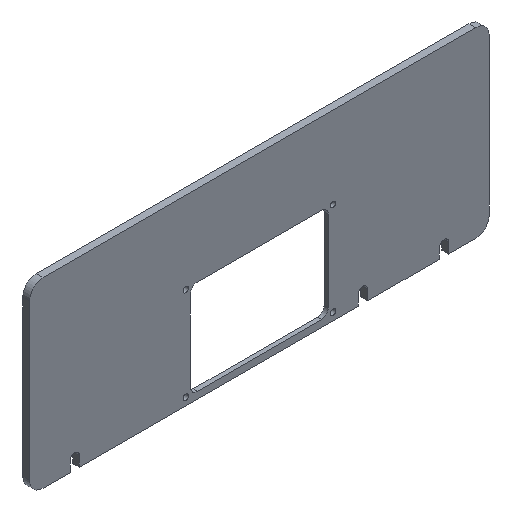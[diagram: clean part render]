
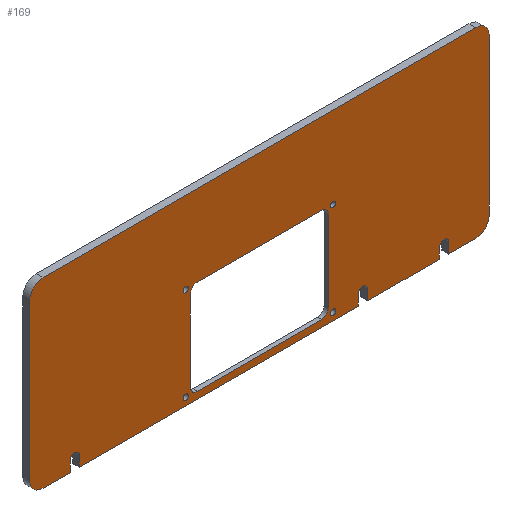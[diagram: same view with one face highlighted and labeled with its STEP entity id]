
A CAD part, isometric view. The second image highlights one B-rep face of the part: STEP entity #169.
In plain terms, the highlighted planar face has unit normal (0, -1, 0).
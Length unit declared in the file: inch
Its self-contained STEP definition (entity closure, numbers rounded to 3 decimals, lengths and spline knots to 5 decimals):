
#113=FACE_BOUND('',#266,.T.);
#114=FACE_BOUND('',#267,.T.);
#115=FACE_BOUND('',#268,.T.);
#116=FACE_BOUND('',#269,.T.);
#117=FACE_BOUND('',#270,.T.);
#118=FACE_BOUND('',#271,.T.);
#142=CIRCLE('',#888,0.1);
#143=CIRCLE('',#889,0.1);
#144=CIRCLE('',#890,0.1);
#145=CIRCLE('',#891,0.1);
#146=CIRCLE('',#892,0.25);
#147=CIRCLE('',#893,0.25);
#148=CIRCLE('',#894,0.25);
#149=CIRCLE('',#895,0.25);
#150=CIRCLE('',#896,0.17);
#151=CIRCLE('',#897,0.17);
#152=CIRCLE('',#898,0.5);
#153=CIRCLE('',#899,0.5);
#154=CIRCLE('',#900,0.5);
#155=CIRCLE('',#901,0.5);
#156=CIRCLE('',#902,0.17);
#169=ADVANCED_FACE('',(#113,#114,#115,#116,#117,#118),#209,.T.);
#209=PLANE('',#903);
#266=EDGE_LOOP('',(#352));
#267=EDGE_LOOP('',(#353));
#268=EDGE_LOOP('',(#354));
#269=EDGE_LOOP('',(#355));
#270=EDGE_LOOP('',(#356,#357,#358,#359,#360,#361,#362,#363));
#271=EDGE_LOOP('',(#364,#365,#366,#367,#368,#369,#370,#371,#372,#373,#374,
#375,#376,#377,#378,#379,#380,#381,#382,#383));
#352=ORIENTED_EDGE('',*,*,#646,.F.);
#353=ORIENTED_EDGE('',*,*,#647,.F.);
#354=ORIENTED_EDGE('',*,*,#648,.F.);
#355=ORIENTED_EDGE('',*,*,#649,.F.);
#356=ORIENTED_EDGE('',*,*,#650,.T.);
#357=ORIENTED_EDGE('',*,*,#651,.T.);
#358=ORIENTED_EDGE('',*,*,#652,.T.);
#359=ORIENTED_EDGE('',*,*,#653,.T.);
#360=ORIENTED_EDGE('',*,*,#654,.T.);
#361=ORIENTED_EDGE('',*,*,#655,.T.);
#362=ORIENTED_EDGE('',*,*,#656,.T.);
#363=ORIENTED_EDGE('',*,*,#657,.T.);
#364=ORIENTED_EDGE('',*,*,#615,.T.);
#365=ORIENTED_EDGE('',*,*,#658,.T.);
#366=ORIENTED_EDGE('',*,*,#659,.T.);
#367=ORIENTED_EDGE('',*,*,#660,.T.);
#368=ORIENTED_EDGE('',*,*,#661,.T.);
#369=ORIENTED_EDGE('',*,*,#662,.F.);
#370=ORIENTED_EDGE('',*,*,#663,.T.);
#371=ORIENTED_EDGE('',*,*,#664,.F.);
#372=ORIENTED_EDGE('',*,*,#665,.T.);
#373=ORIENTED_EDGE('',*,*,#666,.T.);
#374=ORIENTED_EDGE('',*,*,#667,.T.);
#375=ORIENTED_EDGE('',*,*,#668,.T.);
#376=ORIENTED_EDGE('',*,*,#669,.T.);
#377=ORIENTED_EDGE('',*,*,#670,.T.);
#378=ORIENTED_EDGE('',*,*,#671,.T.);
#379=ORIENTED_EDGE('',*,*,#672,.T.);
#380=ORIENTED_EDGE('',*,*,#673,.T.);
#381=ORIENTED_EDGE('',*,*,#674,.F.);
#382=ORIENTED_EDGE('',*,*,#675,.T.);
#383=ORIENTED_EDGE('',*,*,#676,.F.);
#539=VERTEX_POINT('',#1180);
#540=VERTEX_POINT('',#1182);
#568=VERTEX_POINT('',#1243);
#569=VERTEX_POINT('',#1245);
#570=VERTEX_POINT('',#1247);
#571=VERTEX_POINT('',#1249);
#572=VERTEX_POINT('',#1251);
#573=VERTEX_POINT('',#1252);
#574=VERTEX_POINT('',#1254);
#575=VERTEX_POINT('',#1256);
#576=VERTEX_POINT('',#1258);
#577=VERTEX_POINT('',#1260);
#578=VERTEX_POINT('',#1262);
#579=VERTEX_POINT('',#1264);
#580=VERTEX_POINT('',#1267);
#581=VERTEX_POINT('',#1269);
#582=VERTEX_POINT('',#1271);
#583=VERTEX_POINT('',#1273);
#584=VERTEX_POINT('',#1275);
#585=VERTEX_POINT('',#1277);
#586=VERTEX_POINT('',#1279);
#587=VERTEX_POINT('',#1281);
#588=VERTEX_POINT('',#1283);
#589=VERTEX_POINT('',#1285);
#590=VERTEX_POINT('',#1287);
#591=VERTEX_POINT('',#1289);
#592=VERTEX_POINT('',#1291);
#593=VERTEX_POINT('',#1293);
#594=VERTEX_POINT('',#1295);
#595=VERTEX_POINT('',#1297);
#596=VERTEX_POINT('',#1299);
#597=VERTEX_POINT('',#1301);
#615=EDGE_CURVE('',#540,#539,#725,.T.);
#646=EDGE_CURVE('',#568,#568,#142,.T.);
#647=EDGE_CURVE('',#569,#569,#143,.T.);
#648=EDGE_CURVE('',#570,#570,#144,.T.);
#649=EDGE_CURVE('',#571,#571,#145,.T.);
#650=EDGE_CURVE('',#572,#573,#747,.T.);
#651=EDGE_CURVE('',#573,#574,#146,.T.);
#652=EDGE_CURVE('',#574,#575,#748,.T.);
#653=EDGE_CURVE('',#575,#576,#147,.T.);
#654=EDGE_CURVE('',#576,#577,#749,.T.);
#655=EDGE_CURVE('',#577,#578,#148,.T.);
#656=EDGE_CURVE('',#578,#579,#750,.T.);
#657=EDGE_CURVE('',#579,#572,#149,.T.);
#658=EDGE_CURVE('',#539,#580,#751,.T.);
#659=EDGE_CURVE('',#580,#581,#150,.T.);
#660=EDGE_CURVE('',#581,#582,#752,.T.);
#661=EDGE_CURVE('',#582,#583,#753,.T.);
#662=EDGE_CURVE('',#584,#583,#754,.T.);
#663=EDGE_CURVE('',#584,#585,#151,.T.);
#664=EDGE_CURVE('',#586,#585,#755,.T.);
#665=EDGE_CURVE('',#586,#587,#756,.T.);
#666=EDGE_CURVE('',#587,#588,#152,.T.);
#667=EDGE_CURVE('',#588,#589,#757,.T.);
#668=EDGE_CURVE('',#589,#590,#153,.T.);
#669=EDGE_CURVE('',#590,#591,#758,.T.);
#670=EDGE_CURVE('',#591,#592,#154,.T.);
#671=EDGE_CURVE('',#592,#593,#759,.T.);
#672=EDGE_CURVE('',#593,#594,#155,.T.);
#673=EDGE_CURVE('',#594,#595,#760,.T.);
#674=EDGE_CURVE('',#596,#595,#761,.T.);
#675=EDGE_CURVE('',#596,#597,#156,.T.);
#676=EDGE_CURVE('',#540,#597,#762,.T.);
#725=LINE('',#1181,#801);
#747=LINE('',#1250,#823);
#748=LINE('',#1255,#824);
#749=LINE('',#1259,#825);
#750=LINE('',#1263,#826);
#751=LINE('',#1266,#827);
#752=LINE('',#1270,#828);
#753=LINE('',#1272,#829);
#754=LINE('',#1274,#830);
#755=LINE('',#1278,#831);
#756=LINE('',#1280,#832);
#757=LINE('',#1284,#833);
#758=LINE('',#1288,#834);
#759=LINE('',#1292,#835);
#760=LINE('',#1296,#836);
#761=LINE('',#1298,#837);
#762=LINE('',#1302,#838);
#801=VECTOR('',#954,1.);
#823=VECTOR('',#1006,1.);
#824=VECTOR('',#1009,1.);
#825=VECTOR('',#1012,1.);
#826=VECTOR('',#1015,1.);
#827=VECTOR('',#1018,1.);
#828=VECTOR('',#1021,1.);
#829=VECTOR('',#1022,1.);
#830=VECTOR('',#1023,1.);
#831=VECTOR('',#1026,1.);
#832=VECTOR('',#1027,1.);
#833=VECTOR('',#1030,1.);
#834=VECTOR('',#1033,1.);
#835=VECTOR('',#1036,1.);
#836=VECTOR('',#1039,1.);
#837=VECTOR('',#1040,1.);
#838=VECTOR('',#1043,1.);
#888=AXIS2_PLACEMENT_3D('',#1242,#998,#999);
#889=AXIS2_PLACEMENT_3D('',#1244,#1000,#1001);
#890=AXIS2_PLACEMENT_3D('',#1246,#1002,#1003);
#891=AXIS2_PLACEMENT_3D('',#1248,#1004,#1005);
#892=AXIS2_PLACEMENT_3D('',#1253,#1007,#1008);
#893=AXIS2_PLACEMENT_3D('',#1257,#1010,#1011);
#894=AXIS2_PLACEMENT_3D('',#1261,#1013,#1014);
#895=AXIS2_PLACEMENT_3D('',#1265,#1016,#1017);
#896=AXIS2_PLACEMENT_3D('',#1268,#1019,#1020);
#897=AXIS2_PLACEMENT_3D('',#1276,#1024,#1025);
#898=AXIS2_PLACEMENT_3D('',#1282,#1028,#1029);
#899=AXIS2_PLACEMENT_3D('',#1286,#1031,#1032);
#900=AXIS2_PLACEMENT_3D('',#1290,#1034,#1035);
#901=AXIS2_PLACEMENT_3D('',#1294,#1037,#1038);
#902=AXIS2_PLACEMENT_3D('',#1300,#1041,#1042);
#903=AXIS2_PLACEMENT_3D('',#1303,#1044,#1045);
#954=DIRECTION('',(1.,0.,0.));
#998=DIRECTION('',(0.,-1.,0.));
#999=DIRECTION('',(0.,0.,-1.));
#1000=DIRECTION('',(0.,-1.,0.));
#1001=DIRECTION('',(0.,0.,-1.));
#1002=DIRECTION('',(0.,-1.,0.));
#1003=DIRECTION('',(0.,0.,-1.));
#1004=DIRECTION('',(0.,-1.,0.));
#1005=DIRECTION('',(0.,0.,-1.));
#1006=DIRECTION('',(0.,0.,-1.));
#1007=DIRECTION('',(0.,1.,0.));
#1008=DIRECTION('',(0.,0.,-1.));
#1009=DIRECTION('',(-1.,0.,0.));
#1010=DIRECTION('',(0.,1.,0.));
#1011=DIRECTION('',(0.,0.,-1.));
#1012=DIRECTION('',(0.,0.,1.));
#1013=DIRECTION('',(0.,1.,0.));
#1014=DIRECTION('',(0.,0.,-1.));
#1015=DIRECTION('',(1.,0.,0.));
#1016=DIRECTION('',(0.,1.,0.));
#1017=DIRECTION('',(0.,0.,-1.));
#1018=DIRECTION('',(0.,0.,1.));
#1019=DIRECTION('',(0.,1.,0.));
#1020=DIRECTION('',(0.,0.,-1.));
#1021=DIRECTION('',(0.,0.,-1.));
#1022=DIRECTION('',(1.,0.,0.));
#1023=DIRECTION('',(0.,0.,-1.));
#1024=DIRECTION('',(0.,1.,0.));
#1025=DIRECTION('',(0.,0.,-1.));
#1026=DIRECTION('',(0.,0.,1.));
#1027=DIRECTION('',(1.,0.,0.));
#1028=DIRECTION('',(0.,-1.,0.));
#1029=DIRECTION('',(1.,0.,0.));
#1030=DIRECTION('',(0.,0.,1.));
#1031=DIRECTION('',(0.,-1.,0.));
#1032=DIRECTION('',(1.,0.,0.));
#1033=DIRECTION('',(-1.,0.,0.));
#1034=DIRECTION('',(0.,-1.,0.));
#1035=DIRECTION('',(1.,0.,0.));
#1036=DIRECTION('',(0.,0.,-1.));
#1037=DIRECTION('',(0.,-1.,0.));
#1038=DIRECTION('',(1.,0.,0.));
#1039=DIRECTION('',(1.,0.,0.));
#1040=DIRECTION('',(0.,0.,-1.));
#1041=DIRECTION('',(0.,1.,0.));
#1042=DIRECTION('',(0.,0.,-1.));
#1043=DIRECTION('',(0.,0.,1.));
#1044=DIRECTION('',(0.,-1.,0.));
#1045=DIRECTION('',(0.,0.,-1.));
#1180=CARTESIAN_POINT('',(14.16,0.,2.25));
#1181=CARTESIAN_POINT('',(2.5,0.,2.25));
#1182=CARTESIAN_POINT('',(3.84,0.,2.25));
#1242=CARTESIAN_POINT('',(13.225,0.,2.525));
#1243=CARTESIAN_POINT('',(13.225,0.,2.425));
#1244=CARTESIAN_POINT('',(7.775,0.,2.525));
#1245=CARTESIAN_POINT('',(7.775,0.,2.425));
#1246=CARTESIAN_POINT('',(7.775,0.,5.975));
#1247=CARTESIAN_POINT('',(7.775,0.,5.875));
#1248=CARTESIAN_POINT('',(13.225,0.,5.975));
#1249=CARTESIAN_POINT('',(13.225,0.,5.875));
#1250=CARTESIAN_POINT('',(13.05,0.,2.75));
#1251=CARTESIAN_POINT('',(13.05,0.,5.75));
#1252=CARTESIAN_POINT('',(13.05,0.,2.75));
#1253=CARTESIAN_POINT('',(12.8,0.,2.75));
#1254=CARTESIAN_POINT('',(12.8,0.,2.5));
#1255=CARTESIAN_POINT('',(2.5,0.,2.5));
#1256=CARTESIAN_POINT('',(8.2,0.,2.5));
#1257=CARTESIAN_POINT('',(8.2,0.,2.75));
#1258=CARTESIAN_POINT('',(7.95,0.,2.75));
#1259=CARTESIAN_POINT('',(7.95,0.,2.75));
#1260=CARTESIAN_POINT('',(7.95,0.,5.75));
#1261=CARTESIAN_POINT('',(8.2,0.,5.75));
#1262=CARTESIAN_POINT('',(8.2,0.,6.));
#1263=CARTESIAN_POINT('',(2.5,0.,6.));
#1264=CARTESIAN_POINT('',(12.8,0.,6.));
#1265=CARTESIAN_POINT('',(12.8,0.,5.75));
#1266=CARTESIAN_POINT('',(14.16,0.,2.25));
#1267=CARTESIAN_POINT('',(14.16,0.,2.63));
#1268=CARTESIAN_POINT('',(14.33,0.,2.63));
#1269=CARTESIAN_POINT('',(14.5,0.,2.63));
#1270=CARTESIAN_POINT('',(14.5,0.,2.63));
#1271=CARTESIAN_POINT('',(14.5,0.,2.25));
#1272=CARTESIAN_POINT('',(2.5,0.,2.25));
#1273=CARTESIAN_POINT('',(17.16,0.,2.25));
#1274=CARTESIAN_POINT('',(17.16,0.,2.75));
#1275=CARTESIAN_POINT('',(17.16,0.,2.63));
#1276=CARTESIAN_POINT('',(17.33,0.,2.63));
#1277=CARTESIAN_POINT('',(17.5,0.,2.63));
#1278=CARTESIAN_POINT('',(17.5,0.,2.75));
#1279=CARTESIAN_POINT('',(17.5,0.,2.25));
#1280=CARTESIAN_POINT('',(2.5,0.,2.25));
#1281=CARTESIAN_POINT('',(18.5,0.,2.25));
#1282=CARTESIAN_POINT('',(18.5,0.,2.75));
#1283=CARTESIAN_POINT('',(19.,0.,2.75));
#1284=CARTESIAN_POINT('',(19.,0.,2.75));
#1285=CARTESIAN_POINT('',(19.,0.,8.5));
#1286=CARTESIAN_POINT('',(18.5,0.,8.5));
#1287=CARTESIAN_POINT('',(18.5,0.,9.));
#1288=CARTESIAN_POINT('',(18.5,0.,9.));
#1289=CARTESIAN_POINT('',(2.5,0.,9.));
#1290=CARTESIAN_POINT('',(2.5,0.,8.5));
#1291=CARTESIAN_POINT('',(2.,0.,8.5));
#1292=CARTESIAN_POINT('',(2.,0.,8.5));
#1293=CARTESIAN_POINT('',(2.,0.,2.75));
#1294=CARTESIAN_POINT('',(2.5,0.,2.75));
#1295=CARTESIAN_POINT('',(2.5,0.,2.25));
#1296=CARTESIAN_POINT('',(2.5,0.,2.25));
#1297=CARTESIAN_POINT('',(3.5,0.,2.25));
#1298=CARTESIAN_POINT('',(3.5,0.,2.75));
#1299=CARTESIAN_POINT('',(3.5,0.,2.63));
#1300=CARTESIAN_POINT('',(3.67,0.,2.63));
#1301=CARTESIAN_POINT('',(3.84,0.,2.63));
#1302=CARTESIAN_POINT('',(3.84,0.,2.75));
#1303=CARTESIAN_POINT('',(2.5,0.,2.75));
